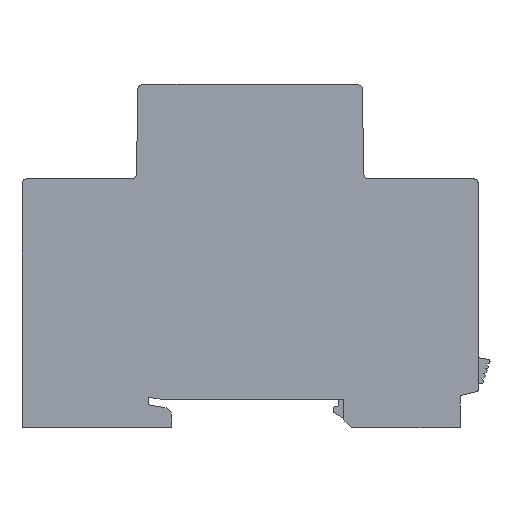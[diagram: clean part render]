
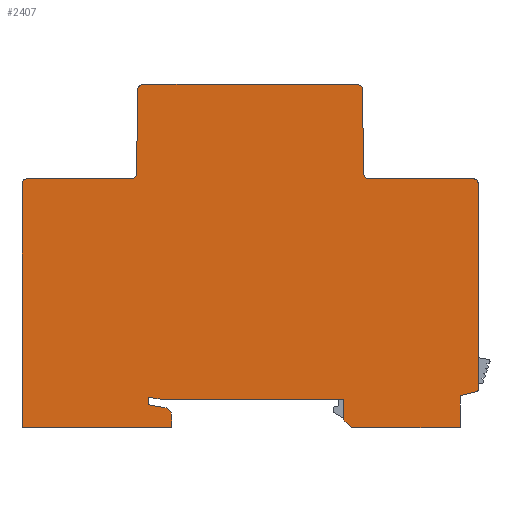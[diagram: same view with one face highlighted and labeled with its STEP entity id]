
A CAD part, left-side view. The second image highlights one B-rep face of the part: STEP entity #2407.
In plain terms, the highlighted planar face has unit normal (-1, 0, 0).
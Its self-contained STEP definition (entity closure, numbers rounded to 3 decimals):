
#404=CIRCLE($,#2540,1.);
#405=CIRCLE($,#2542,1.);
#406=CIRCLE($,#2545,1.);
#407=CIRCLE($,#2548,1.);
#408=CIRCLE($,#2551,1.);
#409=CIRCLE($,#2553,0.2);
#410=CIRCLE($,#2564,1.6);
#411=CIRCLE($,#2569,1.);
#605=FACE_OUTER_BOUND($,#719,.T.);
#719=EDGE_LOOP($,(#2200,#2201,#2202,#2203,#2204,#2205,#2206,#2207,#2208,
#2209,#2210,#2211,#2212,#2213,#2214,#2215,#2216,#2217,#2218,#2219,#2220,
#2221,#2222,#2223,#2224,#2225));
#863=LINE($,#3688,#1116);
#869=LINE($,#3707,#1122);
#903=LINE($,#3802,#1156);
#906=LINE($,#3812,#1159);
#909=LINE($,#3820,#1162);
#912=LINE($,#3828,#1165);
#915=LINE($,#3838,#1168);
#917=LINE($,#3842,#1170);
#919=LINE($,#3846,#1172);
#921=LINE($,#3850,#1174);
#923=LINE($,#3854,#1176);
#925=LINE($,#3858,#1178);
#927=LINE($,#3862,#1180);
#929=LINE($,#3866,#1182);
#931=LINE($,#3870,#1184);
#934=LINE($,#3878,#1187);
#936=LINE($,#3882,#1189);
#938=LINE($,#3886,#1191);
#1116=VECTOR($,#2970,20.577);
#1122=VECTOR($,#2986,20.578);
#1156=VECTOR($,#3068,40.73);
#1159=VECTOR($,#3081,16.636);
#1162=VECTOR($,#3090,42.281);
#1165=VECTOR($,#3099,16.636);
#1168=VECTOR($,#3112,3.502);
#1170=VECTOR($,#3116,6.275);
#1172=VECTOR($,#3120,21.477);
#1174=VECTOR($,#3124,2.127);
#1176=VECTOR($,#3128,3.99);
#1178=VECTOR($,#3132,35.649);
#1180=VECTOR($,#3136,2.876);
#1182=VECTOR($,#3140,1.498);
#1184=VECTOR($,#3144,3.225);
#1187=VECTOR($,#3153,2.365);
#1189=VECTOR($,#3157,29.508);
#1191=VECTOR($,#3161,48.1);
#1343=VERTEX_POINT($,#3685);
#1344=VERTEX_POINT($,#3687);
#1351=VERTEX_POINT($,#3704);
#1352=VERTEX_POINT($,#3706);
#1388=VERTEX_POINT($,#3799);
#1389=VERTEX_POINT($,#3801);
#1390=VERTEX_POINT($,#3807);
#1391=VERTEX_POINT($,#3811);
#1392=VERTEX_POINT($,#3815);
#1393=VERTEX_POINT($,#3819);
#1394=VERTEX_POINT($,#3823);
#1395=VERTEX_POINT($,#3827);
#1396=VERTEX_POINT($,#3833);
#1397=VERTEX_POINT($,#3837);
#1398=VERTEX_POINT($,#3841);
#1399=VERTEX_POINT($,#3845);
#1400=VERTEX_POINT($,#3849);
#1401=VERTEX_POINT($,#3853);
#1402=VERTEX_POINT($,#3857);
#1403=VERTEX_POINT($,#3861);
#1404=VERTEX_POINT($,#3865);
#1405=VERTEX_POINT($,#3869);
#1406=VERTEX_POINT($,#3873);
#1407=VERTEX_POINT($,#3877);
#1408=VERTEX_POINT($,#3881);
#1409=VERTEX_POINT($,#3885);
#1583=EDGE_CURVE($,#1344,#1343,#863,.T.);
#1591=EDGE_CURVE($,#1352,#1351,#869,.T.);
#1637=EDGE_CURVE($,#1389,#1388,#903,.T.);
#1639=EDGE_CURVE($,#1388,#1352,#404,.T.);
#1640=EDGE_CURVE($,#1390,#1344,#405,.T.);
#1642=EDGE_CURVE($,#1391,#1390,#906,.T.);
#1644=EDGE_CURVE($,#1392,#1391,#406,.T.);
#1646=EDGE_CURVE($,#1393,#1392,#909,.T.);
#1648=EDGE_CURVE($,#1394,#1393,#407,.T.);
#1650=EDGE_CURVE($,#1395,#1394,#912,.T.);
#1652=EDGE_CURVE($,#1351,#1395,#408,.T.);
#1653=EDGE_CURVE($,#1396,#1389,#409,.T.);
#1655=EDGE_CURVE($,#1397,#1396,#915,.T.);
#1657=EDGE_CURVE($,#1398,#1397,#917,.T.);
#1659=EDGE_CURVE($,#1399,#1398,#919,.T.);
#1661=EDGE_CURVE($,#1400,#1399,#921,.T.);
#1663=EDGE_CURVE($,#1401,#1400,#923,.T.);
#1665=EDGE_CURVE($,#1402,#1401,#925,.T.);
#1667=EDGE_CURVE($,#1403,#1402,#927,.T.);
#1669=EDGE_CURVE($,#1404,#1403,#929,.T.);
#1671=EDGE_CURVE($,#1405,#1404,#931,.T.);
#1673=EDGE_CURVE($,#1406,#1405,#410,.T.);
#1675=EDGE_CURVE($,#1407,#1406,#934,.T.);
#1677=EDGE_CURVE($,#1408,#1407,#936,.T.);
#1679=EDGE_CURVE($,#1409,#1408,#938,.T.);
#1681=EDGE_CURVE($,#1343,#1409,#411,.T.);
#2200=ORIENTED_EDGE($,*,*,#1583,.T.);
#2201=ORIENTED_EDGE($,*,*,#1681,.T.);
#2202=ORIENTED_EDGE($,*,*,#1679,.T.);
#2203=ORIENTED_EDGE($,*,*,#1677,.T.);
#2204=ORIENTED_EDGE($,*,*,#1675,.T.);
#2205=ORIENTED_EDGE($,*,*,#1673,.T.);
#2206=ORIENTED_EDGE($,*,*,#1671,.T.);
#2207=ORIENTED_EDGE($,*,*,#1669,.T.);
#2208=ORIENTED_EDGE($,*,*,#1667,.T.);
#2209=ORIENTED_EDGE($,*,*,#1665,.T.);
#2210=ORIENTED_EDGE($,*,*,#1663,.T.);
#2211=ORIENTED_EDGE($,*,*,#1661,.T.);
#2212=ORIENTED_EDGE($,*,*,#1659,.T.);
#2213=ORIENTED_EDGE($,*,*,#1657,.T.);
#2214=ORIENTED_EDGE($,*,*,#1655,.T.);
#2215=ORIENTED_EDGE($,*,*,#1653,.T.);
#2216=ORIENTED_EDGE($,*,*,#1637,.T.);
#2217=ORIENTED_EDGE($,*,*,#1639,.T.);
#2218=ORIENTED_EDGE($,*,*,#1591,.T.);
#2219=ORIENTED_EDGE($,*,*,#1652,.T.);
#2220=ORIENTED_EDGE($,*,*,#1650,.T.);
#2221=ORIENTED_EDGE($,*,*,#1648,.T.);
#2222=ORIENTED_EDGE($,*,*,#1646,.T.);
#2223=ORIENTED_EDGE($,*,*,#1644,.T.);
#2224=ORIENTED_EDGE($,*,*,#1642,.T.);
#2225=ORIENTED_EDGE($,*,*,#1640,.T.);
#2303=PLANE($,#2570);
#2407=ADVANCED_FACE($,(#605),#2303,.T.);
#2540=AXIS2_PLACEMENT_3D($,#3805,#3072,#3073);
#2542=AXIS2_PLACEMENT_3D($,#3808,#3076,#3077);
#2545=AXIS2_PLACEMENT_3D($,#3816,#3085,#3086);
#2548=AXIS2_PLACEMENT_3D($,#3824,#3094,#3095);
#2551=AXIS2_PLACEMENT_3D($,#3831,#3103,#3104);
#2553=AXIS2_PLACEMENT_3D($,#3834,#3107,#3108);
#2564=AXIS2_PLACEMENT_3D($,#3874,#3148,#3149);
#2569=AXIS2_PLACEMENT_3D($,#3889,#3165,#3166);
#2570=AXIS2_PLACEMENT_3D($,#3890,#3167,#3168);
#2970=DIRECTION($,(0.,1.,0.));
#2986=DIRECTION($,(0.,1.,0.));
#3068=DIRECTION($,(0.,0.,1.));
#3072=DIRECTION('center_axis',(-1.,0.,0.));
#3073=DIRECTION('ref_axis',(0.,-1.,0.));
#3076=DIRECTION('center_axis',(1.,0.,0.));
#3077=DIRECTION('ref_axis',(0.,-1.,-0.017));
#3081=DIRECTION($,(0.,0.017,-1.));
#3085=DIRECTION('center_axis',(-1.,0.,0.));
#3086=DIRECTION('ref_axis',(0.,0.,1.));
#3090=DIRECTION($,(0.,1.,0.));
#3094=DIRECTION('center_axis',(-1.,0.,0.));
#3095=DIRECTION('ref_axis',(0.,-1.,0.017));
#3099=DIRECTION($,(0.,0.017,1.));
#3103=DIRECTION('center_axis',(1.,0.,0.));
#3104=DIRECTION('ref_axis',(0.,0.,
-1.));
#3107=DIRECTION('center_axis',(-1.,0.,0.));
#3108=DIRECTION('ref_axis',(0.,-0.257,-0.966));
#3112=DIRECTION($,(0.,-0.966,0.257));
#3116=DIRECTION($,(0.,0.,1.));
#3120=DIRECTION($,(0.,-1.,0.));
#3124=DIRECTION($,(0.,-0.705,-0.71));
#3128=DIRECTION($,(0.,0.,-1.));
#3132=DIRECTION($,(0.,-1.,0.));
#3136=DIRECTION($,(0.,-0.985,-0.174));
#3140=DIRECTION($,(0.,0.,1.));
#3144=DIRECTION($,(0.,0.985,0.174));
#3148=DIRECTION('center_axis',(-1.,0.,0.));
#3149=DIRECTION('ref_axis',(0.,-1.,0.));
#3153=DIRECTION($,(0.,0.,1.));
#3157=DIRECTION($,(0.,-1.,0.));
#3161=DIRECTION($,(0.,0.,-1.));
#3165=DIRECTION('center_axis',(-1.,0.,0.));
#3166=DIRECTION('ref_axis',(0.,0.,1.));
#3167=DIRECTION('center_axis',(-1.,0.,0.));
#3168=DIRECTION('ref_axis',(0.,0.,1.));
#3685=CARTESIAN_POINT('',(0.,44.,43.6));
#3687=CARTESIAN_POINT('',(0.,23.423,43.6));
#3688=CARTESIAN_POINT($,(0.,23.423,43.6));
#3704=CARTESIAN_POINT('',(0.,-23.422,43.6));
#3706=CARTESIAN_POINT('',(0.,-44.,43.6));
#3707=CARTESIAN_POINT($,(0.,-44.,43.6));
#3799=CARTESIAN_POINT('',(0.,-45.,42.6));
#3801=CARTESIAN_POINT('',(0.,-45.,1.87));
#3802=CARTESIAN_POINT($,(0.,-45.,1.87));
#3805=CARTESIAN_POINT('Origin',(0.,-44.,42.6));
#3807=CARTESIAN_POINT('',(0.,22.423,44.583));
#3808=CARTESIAN_POINT('Origin',(0.,23.423,44.6));
#3811=CARTESIAN_POINT('',(0.,22.14,61.217));
#3812=CARTESIAN_POINT($,(0.,22.14,61.217));
#3815=CARTESIAN_POINT('',(0.,21.14,62.2));
#3816=CARTESIAN_POINT('Origin',(0.,21.14,61.2));
#3819=CARTESIAN_POINT('',(0.,-21.14,62.2));
#3820=CARTESIAN_POINT($,(0.,-21.14,62.2));
#3823=CARTESIAN_POINT('',(0.,-22.14,61.217));
#3824=CARTESIAN_POINT('Origin',(0.,-21.14,61.2));
#3827=CARTESIAN_POINT('',(0.,-22.422,44.583));
#3828=CARTESIAN_POINT($,(0.,-22.422,44.583));
#3831=CARTESIAN_POINT('Origin',(0.,-23.422,
44.6));
#3833=CARTESIAN_POINT('',(0.,-44.851,1.677));
#3834=CARTESIAN_POINT('Origin',(0.,-44.8,
1.87));
#3837=CARTESIAN_POINT('',(0.,-41.467,0.775));
#3838=CARTESIAN_POINT($,(0.,-41.467,0.775));
#3841=CARTESIAN_POINT('',(0.,-41.467,-5.5));
#3842=CARTESIAN_POINT($,(0.,-41.467,-5.5));
#3845=CARTESIAN_POINT('',(0.,-19.99,-5.5));
#3846=CARTESIAN_POINT($,(0.,-19.99,-5.5));
#3849=CARTESIAN_POINT('',(0.,-18.491,-3.99));
#3850=CARTESIAN_POINT($,(0.,-18.491,-3.99));
#3853=CARTESIAN_POINT('',(0.,-18.491,0.));
#3854=CARTESIAN_POINT($,(0.,-18.491,0.));
#3857=CARTESIAN_POINT('',(0.,17.158,0.));
#3858=CARTESIAN_POINT($,(0.,17.158,0.));
#3861=CARTESIAN_POINT('',(0.,19.99,0.5));
#3862=CARTESIAN_POINT($,(0.,19.99,0.5));
#3865=CARTESIAN_POINT('',(0.,19.99,-0.998));
#3866=CARTESIAN_POINT($,(0.,19.99,-0.998));
#3869=CARTESIAN_POINT('',(0.,16.814,-1.56));
#3870=CARTESIAN_POINT($,(0.,16.814,-1.56));
#3873=CARTESIAN_POINT('',(0.,15.492,-3.135));
#3874=CARTESIAN_POINT('Origin',(0.,17.092,-3.135));
#3877=CARTESIAN_POINT('',(0.,15.492,-5.5));
#3878=CARTESIAN_POINT($,(0.,15.492,-5.5));
#3881=CARTESIAN_POINT('',(0.,45.,-5.5));
#3882=CARTESIAN_POINT($,(0.,45.,-5.5));
#3885=CARTESIAN_POINT('',(0.,45.,42.6));
#3886=CARTESIAN_POINT($,(0.,45.,42.6));
#3889=CARTESIAN_POINT('Origin',(0.,44.,42.6));
#3890=CARTESIAN_POINT('Origin',(0.,0.647,
24.484));
